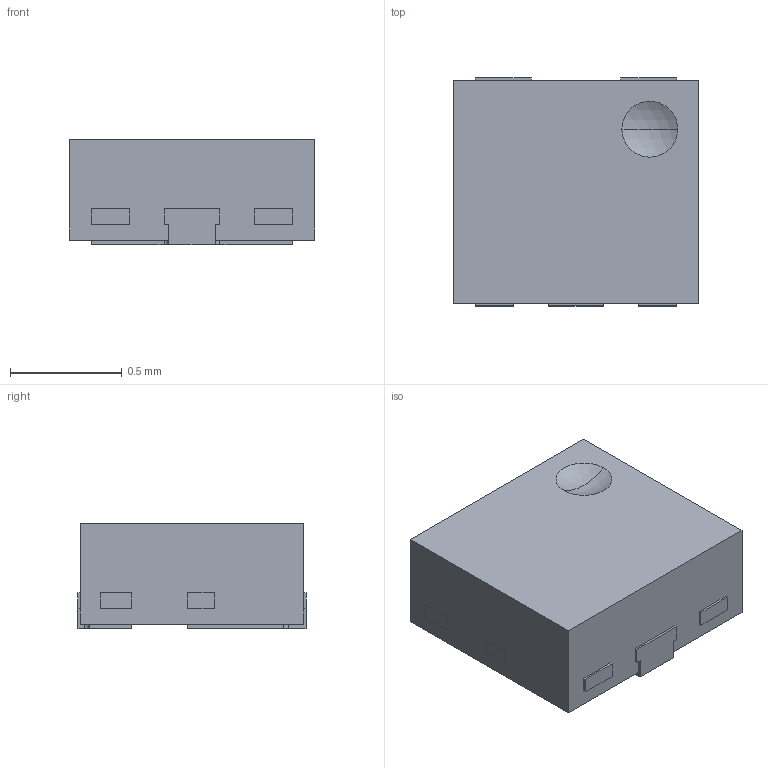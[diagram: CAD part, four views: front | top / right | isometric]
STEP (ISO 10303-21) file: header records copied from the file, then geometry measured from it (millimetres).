
FILE_DESCRIPTION (( 'STEP AP214' ), '1' );
FILE_NAME ('84832EA5-1E01-493C-9FCF-DD33CF3FC270.STEP', '2023-10-09T17:52:35', ( '' ), ( '' ), 'SwSTEP 2.0', 'SolidWorks 2022', '' );
FILE_SCHEMA (( 'AUTOMOTIVE_DESIGN' ));
Length unit declared in the file: millimetre
Products named in the file (1): 84832EA5-1E01-493C-9FCF-DD33CF3FC270
Bounding box: 1.1 x 1.02 x 0.47 mm (x, y, z)
Volume: 0.5 mm3; surface area: 4.2 mm2
Topology: 1 solids, 1 shells, 67 faces, 191 edges, 133 vertices
Faces by surface type: plane 59, cylinder 6, sphere 2
Entity records: 2882 total; most frequent: CARTESIAN_POINT 392, ORIENTED_EDGE 382, DIRECTION 343, EDGE_CURVE 191, VECTOR 175, LINE 175, VERTEX_POINT 133, AXIS2_PLACEMENT_3D 84
